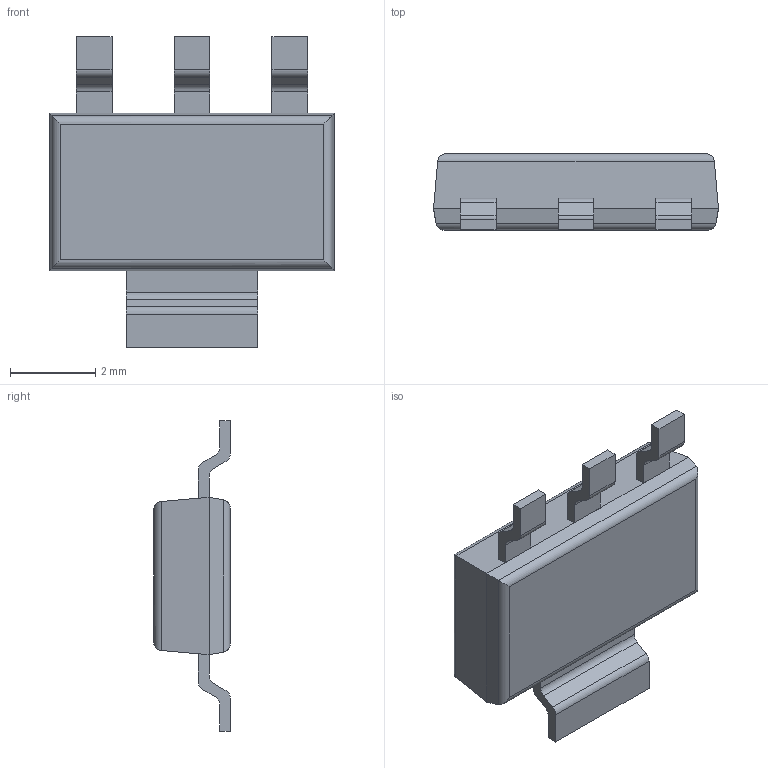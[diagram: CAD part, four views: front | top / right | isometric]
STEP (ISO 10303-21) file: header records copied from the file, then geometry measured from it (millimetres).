
FILE_DESCRIPTION (( 'STEP AP214' ), '1' );
FILE_NAME ('R-PDSO-G4.STEP', '2020-07-18T10:15:46', ( '' ), ( '' ), 'SwSTEP 2.0', 'SolidWorks 2013', '' );
FILE_SCHEMA (( 'AUTOMOTIVE_DESIGN' ));
Length unit declared in the file: millimetre
Products named in the file (1): R-PDSO-G4
Bounding box: 6.7 x 1.8 x 7.3 mm (x, y, z)
Volume: 45.4 mm3; surface area: 110 mm2
Topology: 5 solids, 5 shells, 74 faces, 180 edges, 116 vertices
Faces by surface type: plane 50, cylinder 24
Entity records: 2210 total; most frequent: CARTESIAN_POINT 395, ORIENTED_EDGE 360, DIRECTION 354, EDGE_CURVE 180, LINE 140, VECTOR 140, VERTEX_POINT 116, AXIS2_PLACEMENT_3D 107
